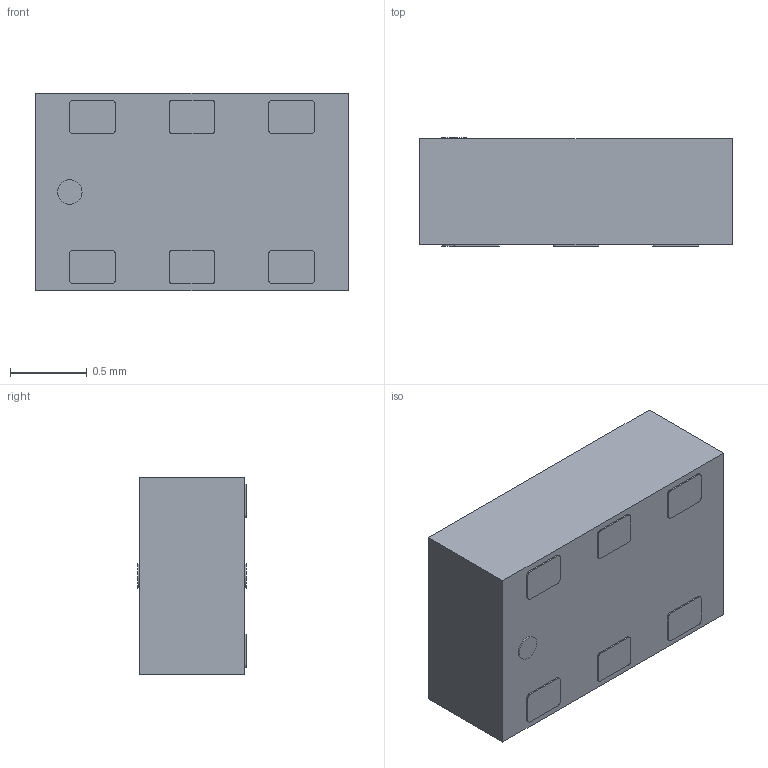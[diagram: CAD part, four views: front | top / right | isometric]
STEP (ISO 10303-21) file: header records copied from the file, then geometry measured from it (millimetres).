
FILE_DESCRIPTION (( 'STEP AP214' ), '1' );
FILE_NAME ('User Library-B0322J5050AHF.STEP', '2018-04-12T17:32:23', ( '' ), ( '' ), 'SwSTEP 2.0', 'SolidWorks 2018', '' );
FILE_SCHEMA (( 'AUTOMOTIVE_DESIGN' ));
Length unit declared in the file: millimetre
Products named in the file (1): User Library-B0322J5050AHF
Bounding box: 2.04 x 0.71 x 1.29 mm (x, y, z)
Volume: 1.8 mm3; surface area: 9.9 mm2
Topology: 1 solids, 1 shells, 66 faces, 168 edges, 112 vertices
Faces by surface type: plane 38, cylinder 28
Entity records: 2636 total; most frequent: DIRECTION 358, CARTESIAN_POINT 347, ORIENTED_EDGE 336, EDGE_CURVE 168, AXIS2_PLACEMENT_3D 123, LINE 112, VERTEX_POINT 112, VECTOR 112
